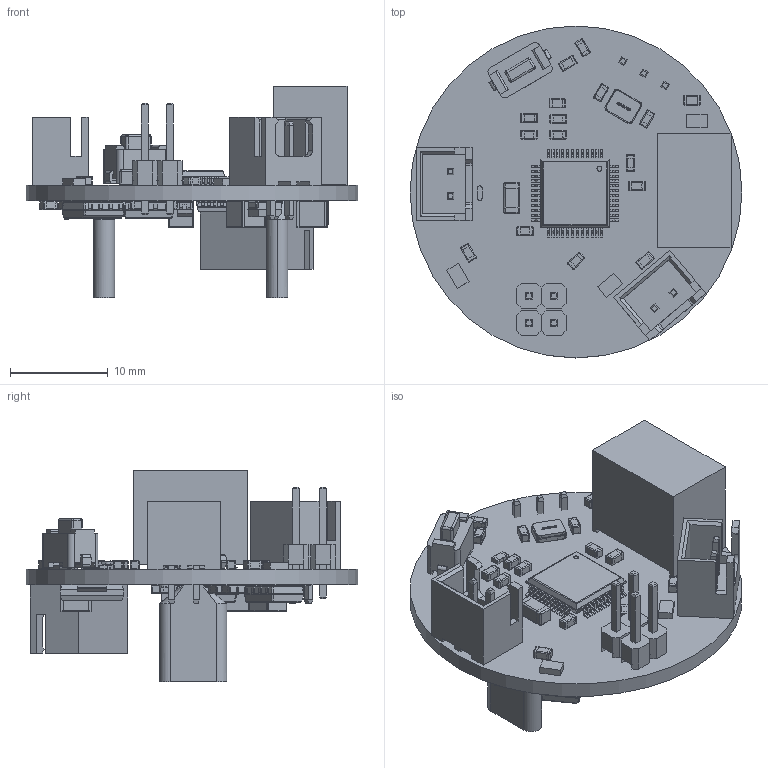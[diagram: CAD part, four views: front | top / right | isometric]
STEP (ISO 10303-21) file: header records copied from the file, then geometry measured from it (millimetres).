
FILE_DESCRIPTION(('Open CASCADE Model'),'2;1');
FILE_NAME('Open CASCADE Shape Model','2025-07-29T00:41:53',('Author'),( 'Open CASCADE'),'Open CASCADE STEP processor 7.5','Open CASCADE 7.5' ,'Unknown');
FILE_SCHEMA(('AUTOMOTIVE_DESIGN { 1 0 10303 214 1 1 1 1 }'));
Length unit declared in the file: millimetre
Products named in the file (124): PCB; Board; Open CASCADE STEP translator 7.5 3.1.1; XP2; ή禢ὠ묥 18-22; XP6; User Library-PLS-1; XP5; DS1069-3 CWF-3; DA2; 7478989040; D3; SOT23-5; SB3; 9416542144; Extruded; ZQ1; 9412424000; XP4; DS1069-2 CWF-2; XP3; XP1; S1; 147873-1; R14; NTC-0603-T0.9; Open CASCADE STEP translator 7.5 3.13.1.1; Open CASCADE STEP translator 7.5 3.13.1.2; R13; R12; R11; R10; R9; R8; R7; R6; R5; R4; R3; R2 ...
Assembly tree (178 placements, depth 5):
  PCB
    Board
      Open CASCADE STEP translator 7.5 3.1.1
    XP2
      ή禢ὠ묥 18-22  x2
    XP6
      User Library-PLS-1  x2
    XP5
      DS1069-3 CWF-3
    DA2
      7478989040
    D3
      SOT23-5
      SOT23-5
      SOT23-5
      SOT23-5
      SOT23-5
      SOT23-5
    SB3
      9416542144
        Extruded
    ZQ1
      9412424000
    XP4
      DS1069-2 CWF-2
    XP3
      User Library-PLS-1  x2
    XP1
      DS1069-2 CWF-2
    S1
      147873-1
    R14
      NTC-0603-T0.9
        Open CASCADE STEP translator 7.5 3.13.1.1
        Open CASCADE STEP translator 7.5 3.13.1.2
    R13
      NTC-0603-T0.9
        Open CASCADE STEP translator 7.5 3.13.1.1
        Open CASCADE STEP translator 7.5 3.13.1.2
    R12
      NTC-0603-T0.9
        Open CASCADE STEP translator 7.5 3.13.1.1
        Open CASCADE STEP translator 7.5 3.13.1.2
    R11
      NTC-0603-T0.9
        Open CASCADE STEP translator 7.5 3.13.1.1
        Open CASCADE STEP translator 7.5 3.13.1.2
    R10
      NTC-0603-T0.9
        Open CASCADE STEP translator 7.5 3.13.1.1
        Open CASCADE STEP translator 7.5 3.13.1.2
    R9
      NTC-0603-T0.9
        Open CASCADE STEP translator 7.5 3.13.1.1
        Open CASCADE STEP translator 7.5 3.13.1.2
    R8
      NTC-0603-T0.9
        Open CASCADE STEP translator 7.5 3.13.1.1
        Open CASCADE STEP translator 7.5 3.13.1.2
    R7
Bounding box: 34 x 34 x 21.65 mm (x, y, z)
Volume: 3351.3 mm3; surface area: 5936.5 mm2
Topology: 122 solids, 178 shells, 3986 faces, 10987 edges, 7262 vertices
Faces by surface type: plane 2256, cylinder 1197, sphere 312, bspline 221
Full cylindrical faces by diameter (mm): 0.5 x2, 34 x1
Entity records: 73306 total; most frequent: CARTESIAN_POINT 18303, ORIENTED_EDGE 10490, DIRECTION 9860, EDGE_CURVE 5420, LINE 3720, VECTOR 3720, VERTEX_POINT 3548, AXIS2_PLACEMENT_3D 3070
